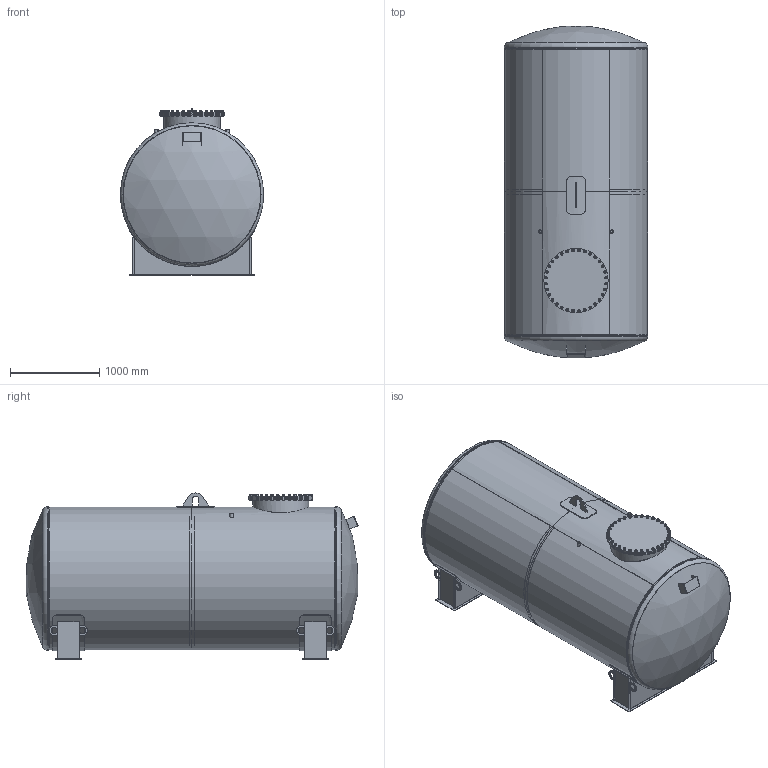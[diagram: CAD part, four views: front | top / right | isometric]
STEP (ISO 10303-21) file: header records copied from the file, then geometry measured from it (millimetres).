
FILE_DESCRIPTION(/* description */ (''),/* implementation_level */ '2;1');
FILE_NAME(/* name */ 'dh3c_cad-101190_202208.stp',/* time_stamp */ '2022-09-05T15:14:04+02:00',/* author */ ('mh'),/* organization */ (''),/* preprocessor_version */ 'ST-DEVELOPER v18.1',/* originating_system */ 'Autodesk Inventor 2022',/* authorisation */ '');
FILE_SCHEMA (('AUTOMOTIVE_DESIGN { 1 0 10303 214 3 1 1 }'));
Length unit declared in the file: millimetre
Products named in the file (1): Bauteil11
Bounding box: 1606 x 3720.72 x 1861 mm (x, y, z)
Surface area: 87928111.8 mm2 (no closed solid volume)
Topology: 0 solids, 133 shells, 1508 faces, 3217 edges, 2044 vertices
Faces by surface type: plane 842, cone 352, cylinder 298, sphere 8, torus 8
Full cylindrical faces by diameter (mm): 13.835 x32, 16 x32, 17 x32, 18 x64, 22.49 x32, 30 x32, 30.291 x2, 39.5 x2, 580 x1, 600 x2, 630 x1, 660 x1, 720 x2, 1590 x4, 1600 x6, 1606 x2
Entity records: 42312 total; most frequent: CARTESIAN_POINT 9234, DIRECTION 6443, ORIENTED_EDGE 6434, EDGE_CURVE 3217, AXIS2_PLACEMENT_3D 2515, VERTEX_POINT 2044, EDGE_LOOP 1843, FACE_OUTER_BOUND 1508
